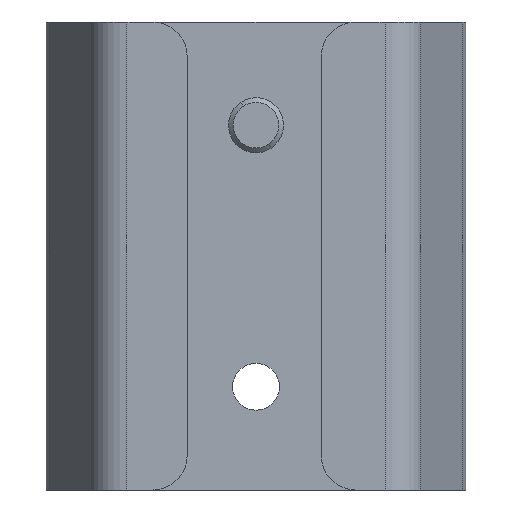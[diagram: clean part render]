
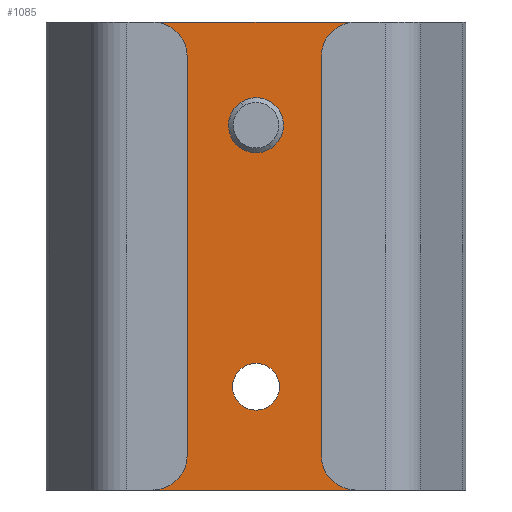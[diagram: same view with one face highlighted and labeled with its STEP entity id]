
A CAD part, front view. The second image highlights one B-rep face of the part: STEP entity #1085.
In plain terms, the highlighted planar face has unit normal (0, -1, 0).
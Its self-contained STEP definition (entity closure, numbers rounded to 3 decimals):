
#41 = DIRECTION ( 'NONE',  ( 0., 0., 1. ) ) ;
#44 = EDGE_CURVE ( 'NONE', #696, #2989, #489, .T. ) ;
#80 = CARTESIAN_POINT ( 'NONE',  ( 42.552, 65.126, 84.422 ) ) ;
#201 = ORIENTED_EDGE ( 'NONE', *, *, #3489, .T. ) ;
#226 = DIRECTION ( 'NONE',  ( 0., 1., 0. ) ) ;
#293 = CARTESIAN_POINT ( 'NONE',  ( 19.552, 65.126, 84.422 ) ) ;
#355 = DIRECTION ( 'NONE',  ( 0., 0., -1. ) ) ;
#364 = CARTESIAN_POINT ( 'NONE',  ( 19.552, 65.126, 31.422 ) ) ;
#389 = CARTESIAN_POINT ( 'NONE',  ( 22.952, 65.126, 31.422 ) ) ;
#407 = CIRCLE ( 'NONE', #2374, 3.4 ) ;
#489 = CIRCLE ( 'NONE', #2736, 3.4 ) ;
#525 = DIRECTION ( 'NONE',  ( 0., 0., 1. ) ) ;
#594 = VERTEX_POINT ( 'NONE', #3650 ) ;
#629 = LINE ( 'NONE', #293, #1515 ) ;
#630 = VERTEX_POINT ( 'NONE', #4037 ) ;
#683 = DIRECTION ( 'NONE',  ( 1., 0., 0. ) ) ;
#687 = FACE_BOUND ( 'NONE', #1571, .T. ) ;
#696 = VERTEX_POINT ( 'NONE', #941 ) ;
#717 = DIRECTION ( 'NONE',  ( 0., 0., 1. ) ) ;
#835 = VERTEX_POINT ( 'NONE', #1374 ) ;
#862 = DIRECTION ( 'NONE',  ( 0., 0., 1. ) ) ;
#909 = CARTESIAN_POINT ( 'NONE',  ( -3.448, 65.126, 84.422 ) ) ;
#941 = CARTESIAN_POINT ( 'NONE',  ( 16.152, 65.126, 31.422 ) ) ;
#975 = ORIENTED_EDGE ( 'NONE', *, *, #3478, .T. ) ;
#985 = CARTESIAN_POINT ( 'NONE',  ( 19.552, 65.126, 16.422 ) ) ;
#998 = DIRECTION ( 'NONE',  ( 0., 1., 0. ) ) ;
#1075 = FACE_BOUND ( 'NONE', #1192, .T. ) ;
#1085 = ADVANCED_FACE ( 'NONE', ( #1075, #687, #2884 ), #1146, .F. ) ;
#1146 = PLANE ( 'NONE',  #1595 ) ;
#1192 = EDGE_LOOP ( 'NONE', ( #1720, #201 ) ) ;
#1224 = ORIENTED_EDGE ( 'NONE', *, *, #1712, .F. ) ;
#1374 = CARTESIAN_POINT ( 'NONE',  ( 22.952, 65.126, 69.422 ) ) ;
#1515 = VECTOR ( 'NONE', #1852, 1000. ) ;
#1571 = EDGE_LOOP ( 'NONE', ( #3468, #1815 ) ) ;
#1595 = AXIS2_PLACEMENT_3D ( 'NONE', #3664, #226, #862 ) ;
#1676 = AXIS2_PLACEMENT_3D ( 'NONE', #3334, #3939, #2432 ) ;
#1712 = EDGE_CURVE ( 'NONE', #2382, #3575, #629, .T. ) ;
#1713 = LINE ( 'NONE', #2098, #2745 ) ;
#1720 = ORIENTED_EDGE ( 'NONE', *, *, #2859, .T. ) ;
#1790 = DIRECTION ( 'NONE',  ( 0., 0., 1. ) ) ;
#1815 = ORIENTED_EDGE ( 'NONE', *, *, #2577, .T. ) ;
#1849 = CIRCLE ( 'NONE', #3692, 3.4 ) ;
#1852 = DIRECTION ( 'NONE',  ( 1., 0., 0. ) ) ;
#1954 = CARTESIAN_POINT ( 'NONE',  ( -3.448, 65.126, 16.422 ) ) ;
#2086 = CARTESIAN_POINT ( 'NONE',  ( -3.448, 65.126, 16.422 ) ) ;
#2098 = CARTESIAN_POINT ( 'NONE',  ( 42.552, 65.126, 84.422 ) ) ;
#2125 = LINE ( 'NONE', #985, #3866 ) ;
#2292 = VECTOR ( 'NONE', #355, 1000. ) ;
#2336 = LINE ( 'NONE', #1954, #2292 ) ;
#2374 = AXIS2_PLACEMENT_3D ( 'NONE', #2568, #998, #717 ) ;
#2382 = VERTEX_POINT ( 'NONE', #909 ) ;
#2432 = DIRECTION ( 'NONE',  ( 0., 0., 1. ) ) ;
#2564 = DIRECTION ( 'NONE',  ( 0., 1., 0. ) ) ;
#2568 = CARTESIAN_POINT ( 'NONE',  ( 19.552, 65.126, 69.422 ) ) ;
#2577 = EDGE_CURVE ( 'NONE', #2989, #696, #1849, .T. ) ;
#2736 = AXIS2_PLACEMENT_3D ( 'NONE', #2737, #3014, #1790 ) ;
#2737 = CARTESIAN_POINT ( 'NONE',  ( 19.552, 65.126, 31.422 ) ) ;
#2745 = VECTOR ( 'NONE', #525, 1000. ) ;
#2849 = EDGE_LOOP ( 'NONE', ( #3563, #3094, #1224, #975 ) ) ;
#2859 = EDGE_CURVE ( 'NONE', #630, #835, #3467, .T. ) ;
#2884 = FACE_OUTER_BOUND ( 'NONE', #2849, .T. ) ;
#2886 = EDGE_CURVE ( 'NONE', #594, #3575, #1713, .T. ) ;
#2989 = VERTEX_POINT ( 'NONE', #389 ) ;
#3014 = DIRECTION ( 'NONE',  ( 0., 1., 0. ) ) ;
#3038 = EDGE_CURVE ( 'NONE', #3789, #594, #2125, .T. ) ;
#3094 = ORIENTED_EDGE ( 'NONE', *, *, #2886, .T. ) ;
#3334 = CARTESIAN_POINT ( 'NONE',  ( 19.552, 65.126, 69.422 ) ) ;
#3467 = CIRCLE ( 'NONE', #1676, 3.4 ) ;
#3468 = ORIENTED_EDGE ( 'NONE', *, *, #44, .T. ) ;
#3478 = EDGE_CURVE ( 'NONE', #2382, #3789, #2336, .T. ) ;
#3489 = EDGE_CURVE ( 'NONE', #835, #630, #407, .T. ) ;
#3563 = ORIENTED_EDGE ( 'NONE', *, *, #3038, .T. ) ;
#3575 = VERTEX_POINT ( 'NONE', #80 ) ;
#3650 = CARTESIAN_POINT ( 'NONE',  ( 42.552, 65.126, 16.422 ) ) ;
#3664 = CARTESIAN_POINT ( 'NONE',  ( 19.552, 65.126, 84.422 ) ) ;
#3692 = AXIS2_PLACEMENT_3D ( 'NONE', #364, #2564, #41 ) ;
#3789 = VERTEX_POINT ( 'NONE', #2086 ) ;
#3866 = VECTOR ( 'NONE', #683, 1000. ) ;
#3939 = DIRECTION ( 'NONE',  ( 0., 1., 0. ) ) ;
#4037 = CARTESIAN_POINT ( 'NONE',  ( 16.152, 65.126, 69.422 ) ) ;
